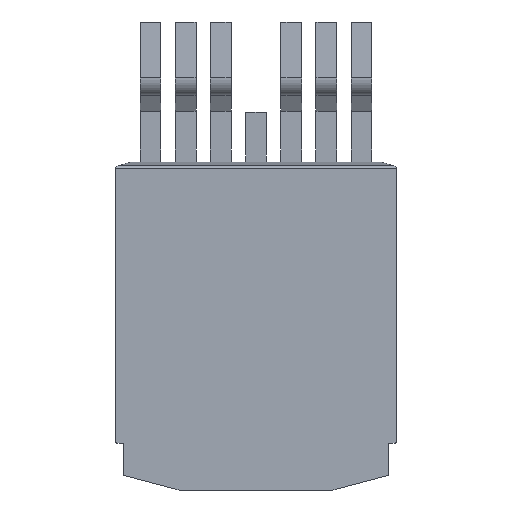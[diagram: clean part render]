
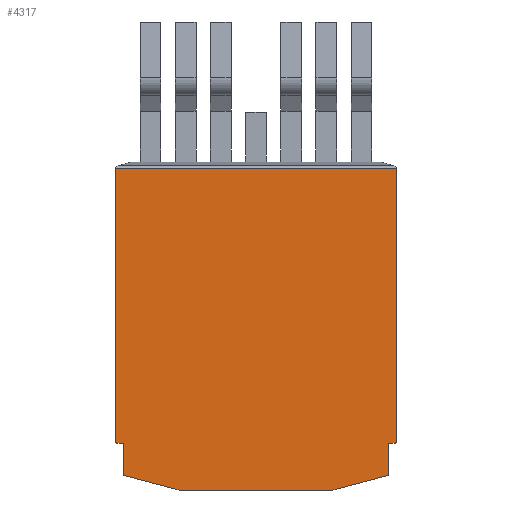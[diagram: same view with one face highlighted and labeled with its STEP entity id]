
A CAD part, front view. The second image highlights one B-rep face of the part: STEP entity #4317.
In plain terms, the highlighted planar face has unit normal (0, -1, 0).
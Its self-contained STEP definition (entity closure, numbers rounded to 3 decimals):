
#142 = CARTESIAN_POINT ( 'NONE',  ( -5.08, 0.1, -0.239 ) ) ;
#193 = VECTOR ( 'NONE', #1152, 1000. ) ;
#202 = EDGE_CURVE ( 'NONE', #1426, #3847, #3104, .T. ) ;
#263 = VERTEX_POINT ( 'NONE', #1792 ) ;
#300 = LINE ( 'NONE', #3835, #1894 ) ;
#313 = DIRECTION ( 'NONE',  ( -1., 0., 0. ) ) ;
#403 = CARTESIAN_POINT ( 'NONE',  ( -2.78, 0.1, -11.84 ) ) ;
#583 = VECTOR ( 'NONE', #2299, 1000. ) ;
#617 = EDGE_CURVE ( 'NONE', #2049, #3847, #4858, .T. ) ;
#660 = VECTOR ( 'NONE', #920, 1000. ) ;
#667 = CARTESIAN_POINT ( 'NONE',  ( 4.78, 0.1, -11.31 ) ) ;
#688 = VECTOR ( 'NONE', #4732, 1000. ) ;
#751 = ORIENTED_EDGE ( 'NONE', *, *, #1455, .F. ) ;
#765 = VECTOR ( 'NONE', #3016, 1000. ) ;
#766 = CARTESIAN_POINT ( 'NONE',  ( -5.08, 0.1, -0.239 ) ) ;
#769 = LINE ( 'NONE', #667, #3668 ) ;
#822 = LINE ( 'NONE', #5077, #583 ) ;
#853 = CARTESIAN_POINT ( 'NONE',  ( 5.08, 0.1, 0. ) ) ;
#854 = VERTEX_POINT ( 'NONE', #142 ) ;
#868 = DIRECTION ( 'NONE',  ( 0., 1., 0. ) ) ;
#891 = VECTOR ( 'NONE', #3125, 1000. ) ;
#908 = EDGE_CURVE ( 'NONE', #854, #2049, #822, .T. ) ;
#920 = DIRECTION ( 'NONE',  ( 0., 0., -1. ) ) ;
#975 = EDGE_CURVE ( 'NONE', #1613, #2364, #4552, .T. ) ;
#994 = CARTESIAN_POINT ( 'NONE',  ( 5.08, 0.1, -10.16 ) ) ;
#1020 = CARTESIAN_POINT ( 'NONE',  ( -5.029, 0.1, -10.16 ) ) ;
#1062 = EDGE_CURVE ( 'NONE', #1266, #3344, #2132, .T. ) ;
#1152 = DIRECTION ( 'NONE',  ( -1., 0., 0. ) ) ;
#1172 = ORIENTED_EDGE ( 'NONE', *, *, #2931, .F. ) ;
#1256 = PLANE ( 'NONE',  #2670 ) ;
#1266 = VERTEX_POINT ( 'NONE', #2786 ) ;
#1275 = DIRECTION ( 'NONE',  ( 0., 0., 1. ) ) ;
#1290 = CARTESIAN_POINT ( 'NONE',  ( 5.08, 0.1, 0. ) ) ;
#1296 = ORIENTED_EDGE ( 'NONE', *, *, #4860, .F. ) ;
#1366 = ORIENTED_EDGE ( 'NONE', *, *, #617, .T. ) ;
#1426 = VERTEX_POINT ( 'NONE', #4122 ) ;
#1455 = EDGE_CURVE ( 'NONE', #1673, #3281, #4072, .T. ) ;
#1492 = ORIENTED_EDGE ( 'NONE', *, *, #3192, .T. ) ;
#1512 = CARTESIAN_POINT ( 'NONE',  ( -4.78, 0.1, -10.16 ) ) ;
#1613 = VERTEX_POINT ( 'NONE', #3995 ) ;
#1650 = DIRECTION ( 'NONE',  ( 0., 0., -1. ) ) ;
#1673 = VERTEX_POINT ( 'NONE', #2376 ) ;
#1699 = CARTESIAN_POINT ( 'NONE',  ( 4.78, 0.1, -10.16 ) ) ;
#1758 = EDGE_CURVE ( 'NONE', #263, #1266, #2037, .T. ) ;
#1792 = CARTESIAN_POINT ( 'NONE',  ( 2.78, 0.1, -11.84 ) ) ;
#1809 = CARTESIAN_POINT ( 'NONE',  ( -5.064, 0.1, -10.137 ) ) ;
#1838 = FACE_OUTER_BOUND ( 'NONE', #2102, .T. ) ;
#1894 = VECTOR ( 'NONE', #313, 1000. ) ;
#2037 = LINE ( 'NONE', #403, #193 ) ;
#2049 = VERTEX_POINT ( 'NONE', #4088 ) ;
#2102 = EDGE_LOOP ( 'NONE', ( #3401, #1366, #4940, #1172, #4125, #3555, #4503, #751, #1296, #5109, #3907, #1492 ) ) ;
#2132 = LINE ( 'NONE', #3472, #891 ) ;
#2211 = CARTESIAN_POINT ( 'NONE',  ( -4.986, 0.1, -10.16 ) ) ;
#2299 = DIRECTION ( 'NONE',  ( 0., 0., -1. ) ) ;
#2331 = CARTESIAN_POINT ( 'NONE',  ( 5.064, 0.1, -10.137 ) ) ;
#2364 = VERTEX_POINT ( 'NONE', #3851 ) ;
#2376 = CARTESIAN_POINT ( 'NONE',  ( 4.78, 0.1, -10.16 ) ) ;
#2526 = EDGE_CURVE ( 'NONE', #4884, #2364, #2693, .T. ) ;
#2573 = VECTOR ( 'NONE', #1650, 1000. ) ;
#2670 = AXIS2_PLACEMENT_3D ( 'NONE', #853, #868, #1275 ) ;
#2693 = LINE ( 'NONE', #1290, #2573 ) ;
#2786 = CARTESIAN_POINT ( 'NONE',  ( -2.78, 0.1, -11.84 ) ) ;
#2849 = EDGE_CURVE ( 'NONE', #3281, #263, #769, .T. ) ;
#2931 = EDGE_CURVE ( 'NONE', #3344, #1426, #4112, .T. ) ;
#3016 = DIRECTION ( 'NONE',  ( 0., 0., 1. ) ) ;
#3104 = LINE ( 'NONE', #994, #3724 ) ;
#3107 = CARTESIAN_POINT ( 'NONE',  ( 5.08, 0.1, -0.239 ) ) ;
#3125 = DIRECTION ( 'NONE',  ( -0.967, 0., 0.256 ) ) ;
#3192 = EDGE_CURVE ( 'NONE', #4884, #854, #3291, .T. ) ;
#3281 = VERTEX_POINT ( 'NONE', #4751 ) ;
#3291 = LINE ( 'NONE', #766, #688 ) ;
#3344 = VERTEX_POINT ( 'NONE', #4260 ) ;
#3401 = ORIENTED_EDGE ( 'NONE', *, *, #908, .T. ) ;
#3440 = DIRECTION ( 'NONE',  ( -0.967, 0., -0.256 ) ) ;
#3472 = CARTESIAN_POINT ( 'NONE',  ( -4.78, 0.1, -11.31 ) ) ;
#3555 = ORIENTED_EDGE ( 'NONE', *, *, #1758, .F. ) ;
#3668 = VECTOR ( 'NONE', #3440, 1000. ) ;
#3724 = VECTOR ( 'NONE', #4946, 1000. ) ;
#3824 = CARTESIAN_POINT ( 'NONE',  ( -5.08, 0.1, -10.099 ) ) ;
#3835 = CARTESIAN_POINT ( 'NONE',  ( 5.08, 0.1, -10.16 ) ) ;
#3847 = VERTEX_POINT ( 'NONE', #4440 ) ;
#3851 = CARTESIAN_POINT ( 'NONE',  ( 5.08, 0.1, -10.099 ) ) ;
#3855 = CARTESIAN_POINT ( 'NONE',  ( 5.08, 0.1, -10.099 ) ) ;
#3907 = ORIENTED_EDGE ( 'NONE', *, *, #2526, .F. ) ;
#3995 = CARTESIAN_POINT ( 'NONE',  ( 4.986, 0.1, -10.16 ) ) ;
#4072 = LINE ( 'NONE', #1699, #660 ) ;
#4088 = CARTESIAN_POINT ( 'NONE',  ( -5.08, 0.1, -10.099 ) ) ;
#4112 = LINE ( 'NONE', #1512, #765 ) ;
#4122 = CARTESIAN_POINT ( 'NONE',  ( -4.78, 0.1, -10.16 ) ) ;
#4125 = ORIENTED_EDGE ( 'NONE', *, *, #1062, .F. ) ;
#4260 = CARTESIAN_POINT ( 'NONE',  ( -4.78, 0.1, -11.31 ) ) ;
#4307 = CARTESIAN_POINT ( 'NONE',  ( 4.986, 0.1, -10.16 ) ) ;
#4317 = ADVANCED_FACE ( 'NONE', ( #1838 ), #1256, .F. ) ;
#4440 = CARTESIAN_POINT ( 'NONE',  ( -4.986, 0.1, -10.16 ) ) ;
#4503 = ORIENTED_EDGE ( 'NONE', *, *, #2849, .F. ) ;
#4552 =( BOUNDED_CURVE ( )  B_SPLINE_CURVE ( 3, ( #4307, #4708, #2331, #3855 ),
 .UNSPECIFIED., .F., .F. ) 
 B_SPLINE_CURVE_WITH_KNOTS ( ( 4, 4 ),
 ( 4.712, 5.885 ),
 .UNSPECIFIED. ) 
 CURVE ( )  GEOMETRIC_REPRESENTATION_ITEM ( )  RATIONAL_B_SPLINE_CURVE ( ( 1., 0.889, 0.889, 1. ) ) 
 REPRESENTATION_ITEM ( '' )  );
#4708 = CARTESIAN_POINT ( 'NONE',  ( 5.029, 0.1, -10.16 ) ) ;
#4732 = DIRECTION ( 'NONE',  ( -1., 0., 0. ) ) ;
#4751 = CARTESIAN_POINT ( 'NONE',  ( 4.78, 0.1, -11.31 ) ) ;
#4858 =( BOUNDED_CURVE ( )  B_SPLINE_CURVE ( 3, ( #3824, #1809, #1020, #2211 ),
 .UNSPECIFIED., .F., .F. ) 
 B_SPLINE_CURVE_WITH_KNOTS ( ( 4, 4 ),
 ( 0.398, 1.571 ),
 .UNSPECIFIED. ) 
 CURVE ( )  GEOMETRIC_REPRESENTATION_ITEM ( )  RATIONAL_B_SPLINE_CURVE ( ( 1., 0.889, 0.889, 1. ) ) 
 REPRESENTATION_ITEM ( '' )  );
#4860 = EDGE_CURVE ( 'NONE', #1613, #1673, #300, .T. ) ;
#4884 = VERTEX_POINT ( 'NONE', #3107 ) ;
#4940 = ORIENTED_EDGE ( 'NONE', *, *, #202, .F. ) ;
#4946 = DIRECTION ( 'NONE',  ( -1., 0., 0. ) ) ;
#5077 = CARTESIAN_POINT ( 'NONE',  ( -5.08, 0.1, 0. ) ) ;
#5109 = ORIENTED_EDGE ( 'NONE', *, *, #975, .T. ) ;
